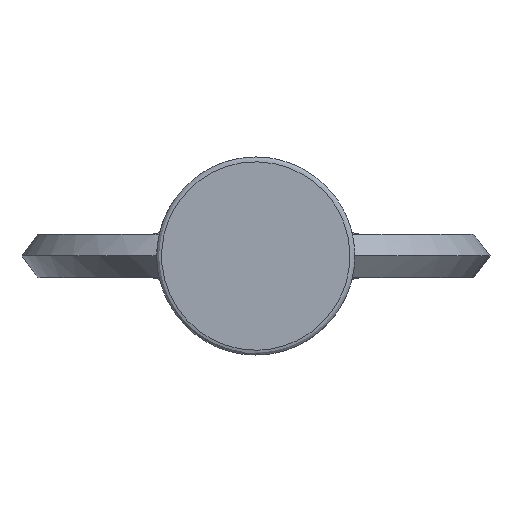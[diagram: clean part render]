
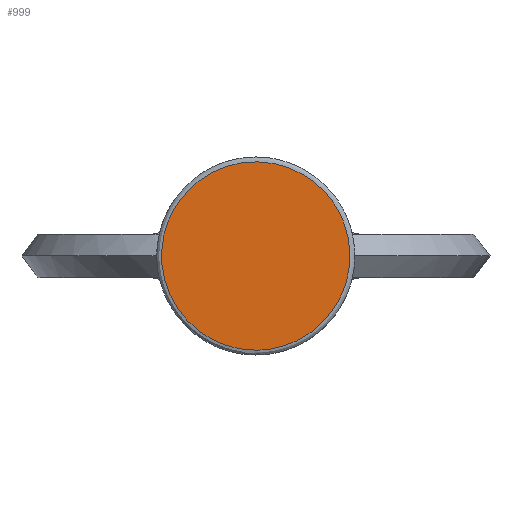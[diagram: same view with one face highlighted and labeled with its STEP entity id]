
A CAD part, front view. The second image highlights one B-rep face of the part: STEP entity #999.
In plain terms, the highlighted free-form (B-spline) face has degree [1, 1] with [2, 2] control points.
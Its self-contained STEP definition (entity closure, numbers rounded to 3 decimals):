
#954 = VERTEX_POINT('',#955);
#955 = CARTESIAN_POINT('',(0.,-127.313,
    -31.749));
#961 = EDGE_CURVE('',#954,#954,#962,.T.);
#962 = ( BOUNDED_CURVE() B_SPLINE_CURVE(2,(#963,#964,#965,#966,#967,#968
,#969),.UNSPECIFIED.,.T.,.F.) B_SPLINE_CURVE_WITH_KNOTS((3,2,2,3),(
    1.571,3.665,5.76,7.854),
.PIECEWISE_BEZIER_KNOTS.) CURVE() GEOMETRIC_REPRESENTATION_ITEM() 
RATIONAL_B_SPLINE_CURVE((1.,0.5,1.,0.5,1.,0.5,1.)) REPRESENTATION_ITEM(
  '') );
#963 = CARTESIAN_POINT('',(0.,-127.313,
    -31.749));
#964 = CARTESIAN_POINT('',(-54.99,-127.313,
    -31.749));
#965 = CARTESIAN_POINT('',(-27.495,-127.313,
    15.874));
#966 = CARTESIAN_POINT('',(0.,-127.313,
    63.497));
#967 = CARTESIAN_POINT('',(27.495,-127.313,
    15.874));
#968 = CARTESIAN_POINT('',(54.99,-127.313,
    -31.749));
#969 = CARTESIAN_POINT('',(0.,-127.313,
    -31.749));
#999 = ADVANCED_FACE('',(#1000),#1003,.T.);
#1000 = FACE_BOUND('',#1001,.T.);
#1001 = EDGE_LOOP('',(#1002));
#1002 = ORIENTED_EDGE('',*,*,#961,.F.);
#1003 = B_SPLINE_SURFACE_WITH_KNOTS('',1,1,(
    (#1004,#1005)
    ,(#1006,#1007
    )),.UNSPECIFIED.,.F.,.F.,.F.,(2,2),(2,2),(-38.902,
    38.902),(3.098,80.902),
  .PIECEWISE_BEZIER_KNOTS.);
#1004 = CARTESIAN_POINT('',(-31.749,-127.313,
    31.749));
#1005 = CARTESIAN_POINT('',(31.749,-127.313,
    31.749));
#1006 = CARTESIAN_POINT('',(-31.749,-127.313,
    -31.749));
#1007 = CARTESIAN_POINT('',(31.749,-127.313,
    -31.749));
